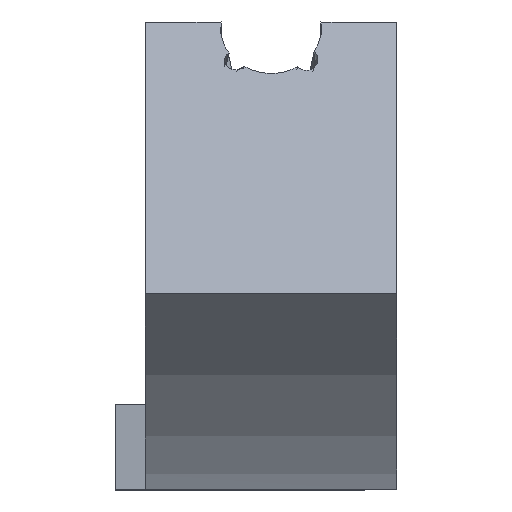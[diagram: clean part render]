
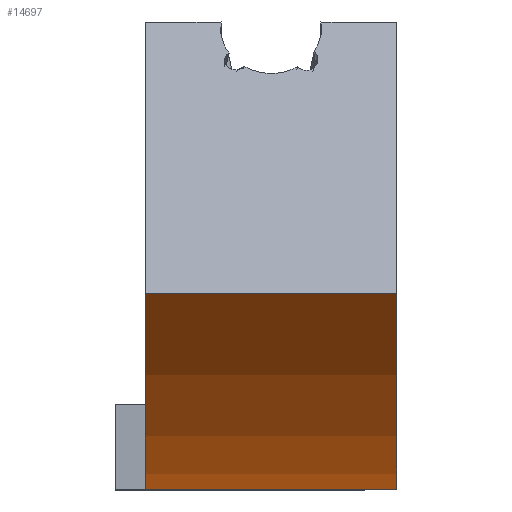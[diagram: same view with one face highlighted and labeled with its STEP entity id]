
A CAD part, left-side view. The second image highlights one B-rep face of the part: STEP entity #14697.
In plain terms, the highlighted cylindrical face has radius 141 mm (diameter 282 mm), a partial arc.
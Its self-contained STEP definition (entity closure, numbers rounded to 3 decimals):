
#271 = CIRCLE ( 'NONE', #2730, 141. ) ;
#616 = AXIS2_PLACEMENT_3D ( 'NONE', #2859, #11178, #17941 ) ;
#960 = AXIS2_PLACEMENT_3D ( 'NONE', #4335, #12864, #2773 ) ;
#1319 = VECTOR ( 'NONE', #9463, 1000. ) ;
#1844 = VERTEX_POINT ( 'NONE', #4186 ) ;
#2025 = CIRCLE ( 'NONE', #616, 141. ) ;
#2452 = CYLINDRICAL_SURFACE ( 'NONE', #960, 141. ) ;
#2730 = AXIS2_PLACEMENT_3D ( 'NONE', #11423, #16303, #4663 ) ;
#2734 = VERTEX_POINT ( 'NONE', #13478 ) ;
#2773 = DIRECTION ( 'NONE',  ( 0., 0., -1. ) ) ;
#2778 = ORIENTED_EDGE ( 'NONE', *, *, #20915, .F. ) ;
#2859 = CARTESIAN_POINT ( 'NONE',  ( 1.447, -9.3, -0.01 ) ) ;
#4186 = CARTESIAN_POINT ( 'NONE',  ( -1.563, -9.3, -140.978 ) ) ;
#4335 = CARTESIAN_POINT ( 'NONE',  ( 1.447, 12.5, -0.01 ) ) ;
#4632 = DIRECTION ( 'NONE',  ( 0., -1., 0. ) ) ;
#4663 = DIRECTION ( 'NONE',  ( 0., 0., 1. ) ) ;
#4855 = CARTESIAN_POINT ( 'NONE',  ( -1.563, 15.5, -140.978 ) ) ;
#6310 = EDGE_CURVE ( 'NONE', #2734, #1844, #7841, .T. ) ;
#6433 = ORIENTED_EDGE ( 'NONE', *, *, #19465, .T. ) ;
#7841 = LINE ( 'NONE', #4855, #12631 ) ;
#8144 = DIRECTION ( 'NONE',  ( 0., 0., 1. ) ) ;
#8739 = VECTOR ( 'NONE', #14034, 1000. ) ;
#8906 = VERTEX_POINT ( 'NONE', #17429 ) ;
#9042 = CARTESIAN_POINT ( 'NONE',  ( -70.14, 12.5, -121.485 ) ) ;
#9463 = DIRECTION ( 'NONE',  ( 0., -1., 0. ) ) ;
#11072 = CARTESIAN_POINT ( 'NONE',  ( -70.14, 12.5, -121.485 ) ) ;
#11174 = EDGE_CURVE ( 'NONE', #18146, #8906, #12375, .T. ) ;
#11178 = DIRECTION ( 'NONE',  ( 0., 1., 0. ) ) ;
#11423 = CARTESIAN_POINT ( 'NONE',  ( 1.447, 12.5, -0.01 ) ) ;
#11535 = VERTEX_POINT ( 'NONE', #21221 ) ;
#12010 = EDGE_CURVE ( 'NONE', #13679, #11535, #13429, .T. ) ;
#12159 = ORIENTED_EDGE ( 'NONE', *, *, #12010, .T. ) ;
#12375 = LINE ( 'NONE', #9042, #8739 ) ;
#12631 = VECTOR ( 'NONE', #4632, 1000. ) ;
#12864 = DIRECTION ( 'NONE',  ( 0., -1., 0. ) ) ;
#13135 = CARTESIAN_POINT ( 'NONE',  ( 1.447, -12.5, -0.01 ) ) ;
#13263 = ORIENTED_EDGE ( 'NONE', *, *, #6310, .T. ) ;
#13429 = LINE ( 'NONE', #15310, #1319 ) ;
#13478 = CARTESIAN_POINT ( 'NONE',  ( -1.563, 12.5, -140.978 ) ) ;
#13679 = VERTEX_POINT ( 'NONE', #15762 ) ;
#13727 = AXIS2_PLACEMENT_3D ( 'NONE', #13135, #18128, #8144 ) ;
#14034 = DIRECTION ( 'NONE',  ( 0., -1., 0. ) ) ;
#14138 = ORIENTED_EDGE ( 'NONE', *, *, #18363, .T. ) ;
#14637 = EDGE_LOOP ( 'NONE', ( #14138, #12159, #6433, #21685, #2778, #13263 ) ) ;
#14697 = ADVANCED_FACE ( 'NONE', ( #21282 ), #2452, .T. ) ;
#15310 = CARTESIAN_POINT ( 'NONE',  ( -1.763, 12.5, -140.973 ) ) ;
#15762 = CARTESIAN_POINT ( 'NONE',  ( -1.763, -9.3, -140.973 ) ) ;
#16303 = DIRECTION ( 'NONE',  ( 0., 1., 0. ) ) ;
#16896 = CIRCLE ( 'NONE', #13727, 141. ) ;
#17429 = CARTESIAN_POINT ( 'NONE',  ( -70.14, -12.5, -121.485 ) ) ;
#17941 = DIRECTION ( 'NONE',  ( 0., 0., 1. ) ) ;
#18128 = DIRECTION ( 'NONE',  ( 0., 1., 0. ) ) ;
#18146 = VERTEX_POINT ( 'NONE', #11072 ) ;
#18363 = EDGE_CURVE ( 'NONE', #1844, #13679, #2025, .T. ) ;
#19465 = EDGE_CURVE ( 'NONE', #11535, #8906, #16896, .T. ) ;
#20915 = EDGE_CURVE ( 'NONE', #2734, #18146, #271, .T. ) ;
#21221 = CARTESIAN_POINT ( 'NONE',  ( -1.763, -12.5, -140.973 ) ) ;
#21282 = FACE_OUTER_BOUND ( 'NONE', #14637, .T. ) ;
#21685 = ORIENTED_EDGE ( 'NONE', *, *, #11174, .F. ) ;
